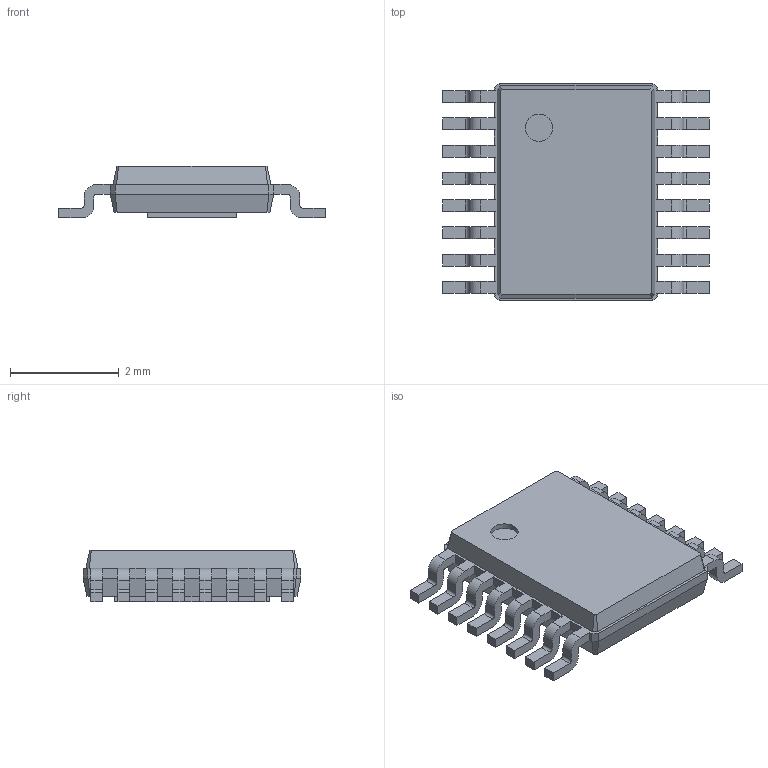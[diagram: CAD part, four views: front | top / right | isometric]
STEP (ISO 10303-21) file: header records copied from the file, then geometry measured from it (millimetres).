
FILE_DESCRIPTION(/* description */ ('model of MSOP-16-1EP_3x4mm_Pitch0.5mm'),/* implementation_level */ '2;1');
FILE_NAME(/* name */ 'MSOP-16-1EP_3x4mm_Pitch0.5mm.step',/* time_stamp */ '2017-04-14T22:35:24',/* author */ ('kicad StepUp','ksu'),/* organization */ ('FreeCAD'),/* preprocessor_version */ 'OCC',/* originating_system */ 'kicad StepUp',/* authorisation */ '');
FILE_SCHEMA(('AUTOMOTIVE_DESIGN_CC2 { 1 2 10303 214 -1 1 5 4 }'));
Length unit declared in the file: millimetre
Products named in the file (1): MSOP_16_1EP_3x4mm_Pitch05mm
Bounding box: 4.9 x 4 x 0.95 mm (x, y, z)
Volume: 10.9 mm3; surface area: 50.9 mm2
Topology: 1 solids, 1 shells, 281 faces, 743 edges, 466 vertices
Faces by surface type: plane 176, cylinder 65, bspline 40
Full cylindrical faces by diameter (mm): 0.5 x1
Entity records: 10472 total; most frequent: CARTESIAN_POINT 1643, ORIENTED_EDGE 1486, DIRECTION 1325, EDGE_CURVE 743, LINE 581, VECTOR 581, VERTEX_POINT 466, AXIS2_PLACEMENT_3D 372
